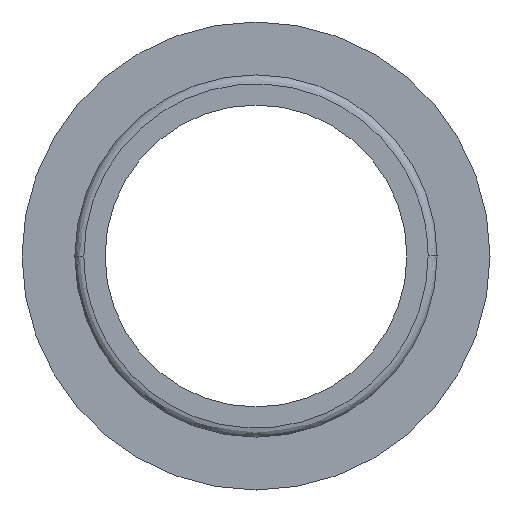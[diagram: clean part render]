
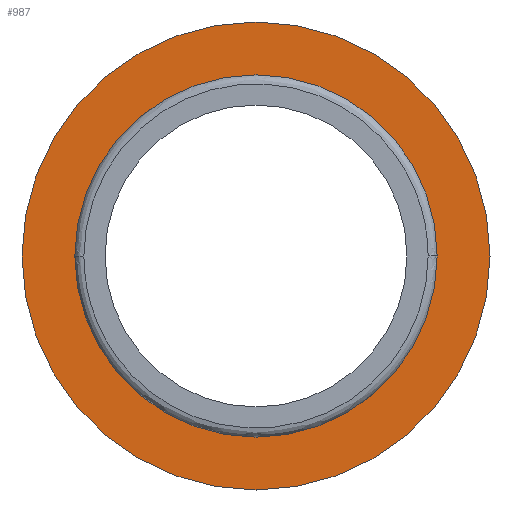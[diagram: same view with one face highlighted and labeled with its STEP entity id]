
A CAD part, front view. The second image highlights one B-rep face of the part: STEP entity #987.
In plain terms, the highlighted planar face has unit normal (0, -1, 0).
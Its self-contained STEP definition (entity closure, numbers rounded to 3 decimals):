
#8 = AXIS2_PLACEMENT_3D ( 'NONE', #442, #439, #437 ) ;
#57 = EDGE_CURVE ( 'NONE', #808, #803, #761, .T. ) ;
#66 = EDGE_CURVE ( 'NONE', #803, #808, #836, .T. ) ;
#74 = EDGE_CURVE ( 'NONE', #815, #793, #956, .T. ) ;
#99 = AXIS2_PLACEMENT_3D ( 'NONE', #360, #384, #357 ) ;
#107 = EDGE_CURVE ( 'NONE', #793, #815, #927, .T. ) ;
#123 = AXIS2_PLACEMENT_3D ( 'NONE', #554, #553, #552 ) ;
#126 = AXIS2_PLACEMENT_3D ( 'NONE', #521, #519, #517 ) ;
#144 = AXIS2_PLACEMENT_3D ( 'NONE', #288, #284, #272 ) ;
#156 = CARTESIAN_POINT ( 'NONE',  ( 0., 20.5, 6. ) ) ;
#171 = CARTESIAN_POINT ( 'NONE',  ( 0., 20.5, -6. ) ) ;
#180 = CARTESIAN_POINT ( 'NONE',  ( 0., 20.5, 7.75 ) ) ;
#255 = CARTESIAN_POINT ( 'NONE',  ( 0., 20.5, -7.75 ) ) ;
#272 = DIRECTION ( 'NONE',  ( 0., 0., -1. ) ) ;
#284 = DIRECTION ( 'NONE',  ( 0., 1., 0. ) ) ;
#288 = CARTESIAN_POINT ( 'NONE',  ( 0., 20.5, 0. ) ) ;
#357 = DIRECTION ( 'NONE',  ( -1., 0., 0. ) ) ;
#359 = PLANE ( 'NONE',  #99 ) ;
#360 = CARTESIAN_POINT ( 'NONE',  ( 7.843, 20.5, -7.843 ) ) ;
#384 = DIRECTION ( 'NONE',  ( 0., 1., 0. ) ) ;
#437 = DIRECTION ( 'NONE',  ( 0., 0., -1. ) ) ;
#439 = DIRECTION ( 'NONE',  ( 0., 1., 0. ) ) ;
#442 = CARTESIAN_POINT ( 'NONE',  ( 0., 20.5, 0. ) ) ;
#517 = DIRECTION ( 'NONE',  ( 0., 0., -1. ) ) ;
#519 = DIRECTION ( 'NONE',  ( 0., 1., 0. ) ) ;
#521 = CARTESIAN_POINT ( 'NONE',  ( 0., 20.5, 0. ) ) ;
#552 = DIRECTION ( 'NONE',  ( 0., 0., -1. ) ) ;
#553 = DIRECTION ( 'NONE',  ( 0., 1., 0. ) ) ;
#554 = CARTESIAN_POINT ( 'NONE',  ( 0., 20.5, 0. ) ) ;
#691 = ORIENTED_EDGE ( 'NONE', *, *, #74, .T. ) ;
#702 = ORIENTED_EDGE ( 'NONE', *, *, #57, .F. ) ;
#703 = ORIENTED_EDGE ( 'NONE', *, *, #66, .F. ) ;
#704 = ORIENTED_EDGE ( 'NONE', *, *, #107, .T. ) ;
#761 = CIRCLE ( 'NONE', #123, 7.75 ) ;
#793 = VERTEX_POINT ( 'NONE', #156 ) ;
#803 = VERTEX_POINT ( 'NONE', #255 ) ;
#808 = VERTEX_POINT ( 'NONE', #180 ) ;
#815 = VERTEX_POINT ( 'NONE', #171 ) ;
#830 = EDGE_LOOP ( 'NONE', ( #691, #704 ) ) ;
#836 = CIRCLE ( 'NONE', #126, 7.75 ) ;
#882 = FACE_BOUND ( 'NONE', #830, .T. ) ;
#886 = FACE_OUTER_BOUND ( 'NONE', #924, .T. ) ;
#924 = EDGE_LOOP ( 'NONE', ( #703, #702 ) ) ;
#927 = CIRCLE ( 'NONE', #144, 6. ) ;
#956 = CIRCLE ( 'NONE', #8, 6. ) ;
#987 = ADVANCED_FACE ( 'NONE', ( #882, #886 ), #359, .F. ) ;
